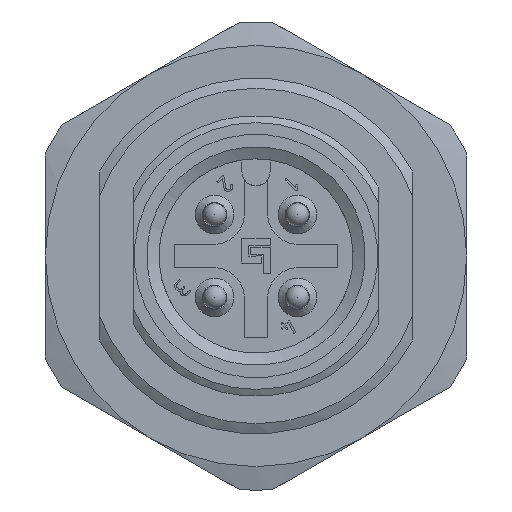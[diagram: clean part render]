
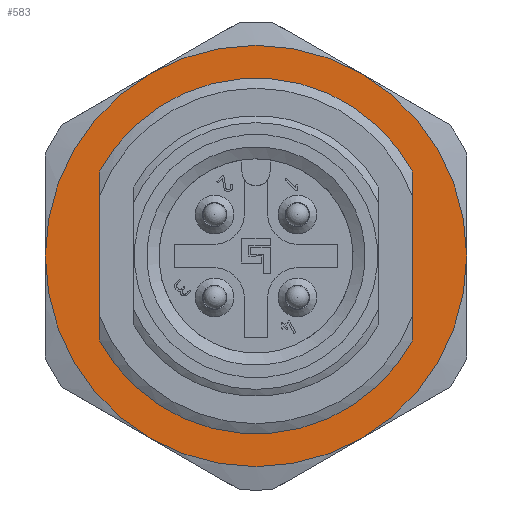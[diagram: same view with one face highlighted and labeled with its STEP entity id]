
A CAD part, left-side view. The second image highlights one B-rep face of the part: STEP entity #583.
In plain terms, the highlighted planar face has unit normal (-1, 0, 0).
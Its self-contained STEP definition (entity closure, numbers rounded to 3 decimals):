
#323=PLANE('',#4364);
#453=FACE_BOUND('',#1097,.T.);
#454=FACE_BOUND('',#1098,.T.);
#583=ADVANCED_FACE('',(#453,#454),#323,.T.);
#1097=EDGE_LOOP('',(#1612,#1613,#1614,#1615));
#1098=EDGE_LOOP('',(#1616,#1617,#1618,#1619,#1620,#1621));
#1431=CIRCLE('',#4356,7.6);
#1432=CIRCLE('',#4357,7.6);
#1433=CIRCLE('',#4358,9.);
#1434=CIRCLE('',#4359,9.);
#1435=CIRCLE('',#4360,9.);
#1436=CIRCLE('',#4361,9.);
#1437=CIRCLE('',#4362,9.);
#1438=CIRCLE('',#4363,9.);
#1612=ORIENTED_EDGE('',*,*,#3213,.F.);
#1613=ORIENTED_EDGE('',*,*,#3214,.T.);
#1614=ORIENTED_EDGE('',*,*,#3215,.F.);
#1615=ORIENTED_EDGE('',*,*,#3216,.T.);
#1616=ORIENTED_EDGE('',*,*,#3217,.T.);
#1617=ORIENTED_EDGE('',*,*,#3218,.T.);
#1618=ORIENTED_EDGE('',*,*,#3219,.T.);
#1619=ORIENTED_EDGE('',*,*,#3220,.T.);
#1620=ORIENTED_EDGE('',*,*,#3221,.T.);
#1621=ORIENTED_EDGE('',*,*,#3222,.T.);
#2798=VERTEX_POINT('',#5889);
#2799=VERTEX_POINT('',#5890);
#2800=VERTEX_POINT('',#5892);
#2801=VERTEX_POINT('',#5894);
#2802=VERTEX_POINT('',#5897);
#2803=VERTEX_POINT('',#5898);
#2804=VERTEX_POINT('',#5900);
#2805=VERTEX_POINT('',#5902);
#2806=VERTEX_POINT('',#5904);
#2807=VERTEX_POINT('',#5906);
#3213=EDGE_CURVE('',#2798,#2799,#1431,.T.);
#3214=EDGE_CURVE('',#2798,#2800,#3798,.T.);
#3215=EDGE_CURVE('',#2801,#2800,#1432,.T.);
#3216=EDGE_CURVE('',#2801,#2799,#3799,.T.);
#3217=EDGE_CURVE('',#2802,#2803,#1433,.T.);
#3218=EDGE_CURVE('',#2803,#2804,#1434,.T.);
#3219=EDGE_CURVE('',#2804,#2805,#1435,.T.);
#3220=EDGE_CURVE('',#2805,#2806,#1436,.T.);
#3221=EDGE_CURVE('',#2806,#2807,#1437,.T.);
#3222=EDGE_CURVE('',#2807,#2802,#1438,.T.);
#3798=LINE('',#5891,#4060);
#3799=LINE('',#5895,#4061);
#4060=VECTOR('',#4794,1.);
#4061=VECTOR('',#4797,1.);
#4356=AXIS2_PLACEMENT_3D('',#5888,#4792,#4793);
#4357=AXIS2_PLACEMENT_3D('',#5893,#4795,#4796);
#4358=AXIS2_PLACEMENT_3D('',#5896,#4798,#4799);
#4359=AXIS2_PLACEMENT_3D('',#5899,#4800,#4801);
#4360=AXIS2_PLACEMENT_3D('',#5901,#4802,#4803);
#4361=AXIS2_PLACEMENT_3D('',#5903,#4804,#4805);
#4362=AXIS2_PLACEMENT_3D('',#5905,#4806,#4807);
#4363=AXIS2_PLACEMENT_3D('',#5907,#4808,#4809);
#4364=AXIS2_PLACEMENT_3D('',#5908,#4810,#4811);
#4792=DIRECTION('',(-1.,0.,0.));
#4793=DIRECTION('',(0.,0.,1.));
#4794=DIRECTION('',(0.,0.,1.));
#4795=DIRECTION('',(-1.,0.,0.));
#4796=DIRECTION('',(0.,0.,1.));
#4797=DIRECTION('',(0.,0.,-1.));
#4798=DIRECTION('',(-1.,0.,0.));
#4799=DIRECTION('',(0.,0.,1.));
#4800=DIRECTION('',(-1.,0.,0.));
#4801=DIRECTION('',(0.,0.,1.));
#4802=DIRECTION('',(-1.,0.,0.));
#4803=DIRECTION('',(0.,0.,1.));
#4804=DIRECTION('',(-1.,0.,0.));
#4805=DIRECTION('',(0.,0.,1.));
#4806=DIRECTION('',(-1.,0.,0.));
#4807=DIRECTION('',(0.,0.,1.));
#4808=DIRECTION('',(-1.,0.,0.));
#4809=DIRECTION('',(0.,0.,1.));
#4810=DIRECTION('',(-1.,0.,0.));
#4811=DIRECTION('',(0.,0.,1.));
#5888=CARTESIAN_POINT('',(10.7,0.,0.));
#5889=CARTESIAN_POINT('',(10.7,6.7,-3.587));
#5890=CARTESIAN_POINT('',(10.7,-6.7,-3.587));
#5891=CARTESIAN_POINT('',(10.7,6.7,0.));
#5892=CARTESIAN_POINT('',(10.7,6.7,3.587));
#5893=CARTESIAN_POINT('',(10.7,0.,0.));
#5894=CARTESIAN_POINT('',(10.7,-6.7,3.587));
#5895=CARTESIAN_POINT('',(10.7,-6.7,0.));
#5896=CARTESIAN_POINT('',(10.7,0.,0.));
#5897=CARTESIAN_POINT('',(10.7,-9.,0.));
#5898=CARTESIAN_POINT('',(10.7,-4.5,7.794));
#5899=CARTESIAN_POINT('',(10.7,0.,0.));
#5900=CARTESIAN_POINT('',(10.7,4.5,7.794));
#5901=CARTESIAN_POINT('',(10.7,0.,0.));
#5902=CARTESIAN_POINT('',(10.7,9.,0.));
#5903=CARTESIAN_POINT('',(10.7,0.,0.));
#5904=CARTESIAN_POINT('',(10.7,4.5,-7.794));
#5905=CARTESIAN_POINT('',(10.7,0.,0.));
#5906=CARTESIAN_POINT('',(10.7,-4.5,-7.794));
#5907=CARTESIAN_POINT('',(10.7,0.,0.));
#5908=CARTESIAN_POINT('',(10.7,0.,0.));
